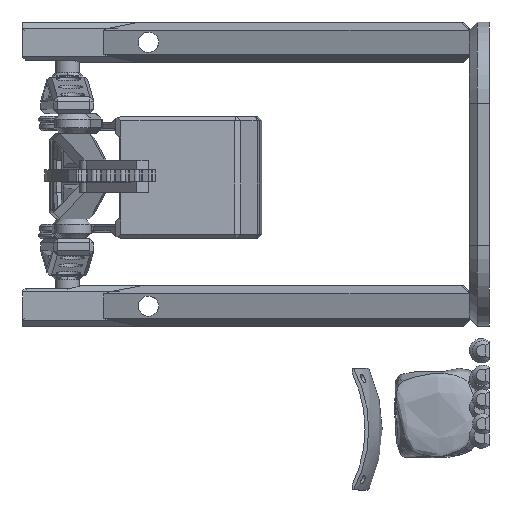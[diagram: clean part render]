
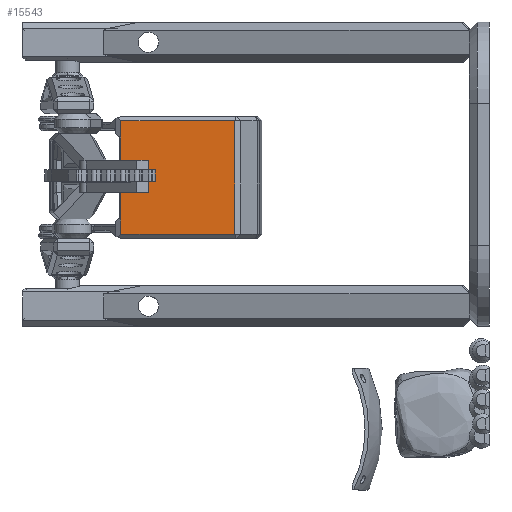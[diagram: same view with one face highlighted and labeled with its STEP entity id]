
A CAD part, left-side view. The second image highlights one B-rep face of the part: STEP entity #15543.
In plain terms, the highlighted face is planar.
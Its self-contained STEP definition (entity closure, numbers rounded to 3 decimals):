
#1127=PLANE('',#17011);
#1932=FACE_OUTER_BOUND('',#2889,.T.);
#2889=EDGE_LOOP('',(#13389,#13390,#13391,#13392,#13393,#13394));
#4358=LINE('',#30441,#6034);
#4360=LINE('',#30445,#6036);
#4361=LINE('',#30447,#6037);
#4362=LINE('',#30449,#6038);
#4363=LINE('',#30451,#6039);
#4364=LINE('',#30452,#6040);
#6034=VECTOR('',#20199,10.);
#6036=VECTOR('',#20203,10.);
#6037=VECTOR('',#20204,10.);
#6038=VECTOR('',#20205,10.);
#6039=VECTOR('',#20206,10.);
#6040=VECTOR('',#20207,10.);
#7818=VERTEX_POINT('',#30438);
#7819=VERTEX_POINT('',#30440);
#7820=VERTEX_POINT('',#30444);
#7821=VERTEX_POINT('',#30446);
#7822=VERTEX_POINT('',#30448);
#7823=VERTEX_POINT('',#30450);
#9746=EDGE_CURVE('',#7818,#7819,#4358,.T.);
#9748=EDGE_CURVE('',#7820,#7818,#4360,.T.);
#9749=EDGE_CURVE('',#7821,#7820,#4361,.T.);
#9750=EDGE_CURVE('',#7822,#7821,#4362,.T.);
#9751=EDGE_CURVE('',#7823,#7822,#4363,.T.);
#9752=EDGE_CURVE('',#7819,#7823,#4364,.T.);
#13389=ORIENTED_EDGE('',*,*,#9746,.F.);
#13390=ORIENTED_EDGE('',*,*,#9748,.F.);
#13391=ORIENTED_EDGE('',*,*,#9749,.F.);
#13392=ORIENTED_EDGE('',*,*,#9750,.F.);
#13393=ORIENTED_EDGE('',*,*,#9751,.F.);
#13394=ORIENTED_EDGE('',*,*,#9752,.F.);
#15543=ADVANCED_FACE('',(#1932),#1127,.T.);
#17011=AXIS2_PLACEMENT_3D('',#30443,#20201,#20202);
#20199=DIRECTION('',(0.,0.,1.));
#20201=DIRECTION('center_axis',(-1.,0.,0.));
#20202=DIRECTION('ref_axis',(0.,-1.,0.));
#20203=DIRECTION('',(0.,1.,0.));
#20204=DIRECTION('',(0.,0.,-1.));
#20205=DIRECTION('',(0.,-1.,0.));
#20206=DIRECTION('',(0.,0.,1.));
#20207=DIRECTION('',(0.,0.,1.));
#30438=CARTESIAN_POINT('',(61.5,88.95,-51.5));
#30440=CARTESIAN_POINT('',(61.5,88.95,-46.715));
#30441=CARTESIAN_POINT('',(61.5,88.95,-51.));
#30443=CARTESIAN_POINT('Origin',(61.5,89.95,-51.));
#30444=CARTESIAN_POINT('',(61.5,60.95,-51.5));
#30445=CARTESIAN_POINT('',(61.5,81.2,-51.5));
#30446=CARTESIAN_POINT('',(61.5,60.95,-23.5));
#30447=CARTESIAN_POINT('',(61.5,60.95,-51.));
#30448=CARTESIAN_POINT('',(61.5,88.95,-23.5));
#30449=CARTESIAN_POINT('',(61.5,81.2,-23.5));
#30450=CARTESIAN_POINT('',(61.5,88.95,-28.285));
#30451=CARTESIAN_POINT('',(61.5,88.95,-37.5));
#30452=CARTESIAN_POINT('',(61.5,88.95,-50.));
